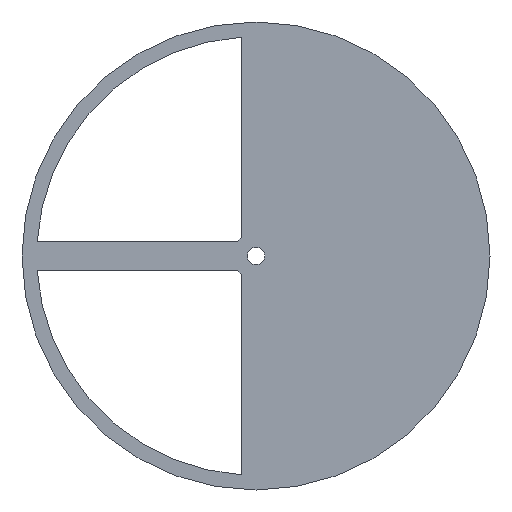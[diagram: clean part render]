
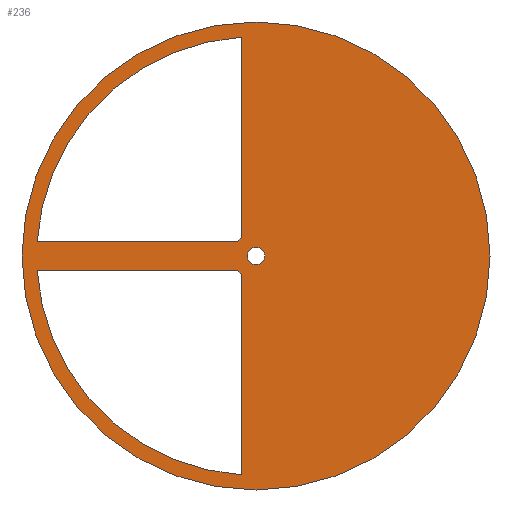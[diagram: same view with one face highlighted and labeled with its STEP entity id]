
A CAD part, left-side view. The second image highlights one B-rep face of the part: STEP entity #236.
In plain terms, the highlighted planar face has unit normal (-1, 0, 0).
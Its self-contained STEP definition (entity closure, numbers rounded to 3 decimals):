
#28=FACE_BOUND('',#94,.T.);
#29=FACE_BOUND('',#95,.T.);
#30=FACE_BOUND('',#96,.T.);
#37=LINE('',#380,#55);
#40=LINE('',#387,#58);
#43=LINE('',#396,#61);
#46=LINE('',#403,#64);
#55=VECTOR('',#307,10.);
#58=VECTOR('',#316,10.);
#61=VECTOR('',#325,10.);
#64=VECTOR('',#334,10.);
#78=FACE_OUTER_BOUND('',#93,.T.);
#93=EDGE_LOOP('',(#209));
#94=EDGE_LOOP('',(#210,#211,#212,#213));
#95=EDGE_LOOP('',(#214,#215,#216,#217));
#96=EDGE_LOOP('',(#218));
#103=CIRCLE('',#260,8.);
#104=CIRCLE('',#263,75.);
#105=CIRCLE('',#266,8.);
#106=CIRCLE('',#269,75.);
#107=CIRCLE('',#272,3.);
#108=CIRCLE('',#274,80.);
#119=VERTEX_POINT('',#373);
#120=VERTEX_POINT('',#374);
#121=VERTEX_POINT('',#379);
#122=VERTEX_POINT('',#383);
#123=VERTEX_POINT('',#389);
#124=VERTEX_POINT('',#390);
#125=VERTEX_POINT('',#395);
#126=VERTEX_POINT('',#399);
#127=VERTEX_POINT('',#405);
#128=VERTEX_POINT('',#409);
#139=EDGE_CURVE('',#119,#120,#103,.T.);
#142=EDGE_CURVE('',#120,#121,#37,.T.);
#144=EDGE_CURVE('',#121,#122,#104,.T.);
#146=EDGE_CURVE('',#122,#119,#40,.T.);
#147=EDGE_CURVE('',#123,#124,#105,.T.);
#150=EDGE_CURVE('',#124,#125,#43,.T.);
#152=EDGE_CURVE('',#125,#126,#106,.T.);
#154=EDGE_CURVE('',#126,#123,#46,.T.);
#156=EDGE_CURVE('',#127,#127,#107,.T.);
#158=EDGE_CURVE('',#128,#128,#108,.T.);
#209=ORIENTED_EDGE('',*,*,#158,.F.);
#210=ORIENTED_EDGE('',*,*,#144,.T.);
#211=ORIENTED_EDGE('',*,*,#146,.T.);
#212=ORIENTED_EDGE('',*,*,#139,.T.);
#213=ORIENTED_EDGE('',*,*,#142,.T.);
#214=ORIENTED_EDGE('',*,*,#152,.T.);
#215=ORIENTED_EDGE('',*,*,#154,.T.);
#216=ORIENTED_EDGE('',*,*,#147,.T.);
#217=ORIENTED_EDGE('',*,*,#150,.T.);
#218=ORIENTED_EDGE('',*,*,#156,.T.);
#224=PLANE('',#275);
#236=ADVANCED_FACE('',(#78,#28,#29,#30),#224,.F.);
#260=AXIS2_PLACEMENT_3D('',#375,#301,#302);
#263=AXIS2_PLACEMENT_3D('',#384,#311,#312);
#266=AXIS2_PLACEMENT_3D('',#391,#319,#320);
#269=AXIS2_PLACEMENT_3D('',#400,#329,#330);
#272=AXIS2_PLACEMENT_3D('',#407,#338,#339);
#274=AXIS2_PLACEMENT_3D('',#411,#343,#344);
#275=AXIS2_PLACEMENT_3D('',#412,#345,#346);
#301=DIRECTION('center_axis',(-1.,0.,0.));
#302=DIRECTION('ref_axis',(0.,1.,0.));
#307=DIRECTION('',(0.,0.,-1.));
#311=DIRECTION('center_axis',(1.,0.,0.));
#312=DIRECTION('ref_axis',(0.,1.,0.));
#316=DIRECTION('',(0.,-1.,0.));
#319=DIRECTION('center_axis',(-1.,0.,0.));
#320=DIRECTION('ref_axis',(0.,1.,0.));
#325=DIRECTION('',(0.,1.,0.));
#329=DIRECTION('center_axis',(1.,0.,0.));
#330=DIRECTION('ref_axis',(0.,1.,0.));
#334=DIRECTION('',(0.,0.,-1.));
#338=DIRECTION('center_axis',(1.,0.,0.));
#339=DIRECTION('ref_axis',(0.,1.,0.));
#343=DIRECTION('center_axis',(1.,0.,0.));
#344=DIRECTION('ref_axis',(0.,1.,0.));
#345=DIRECTION('center_axis',(1.,0.,0.));
#346=DIRECTION('ref_axis',(0.,1.,0.));
#373=CARTESIAN_POINT('',(0.,6.245,-5.));
#374=CARTESIAN_POINT('',(0.,5.,-6.245));
#375=CARTESIAN_POINT('Origin',(0.,0.,0.));
#379=CARTESIAN_POINT('',(0.,5.,-74.833));
#380=CARTESIAN_POINT('',(0.,5.,-37.417));
#383=CARTESIAN_POINT('',(0.,74.833,-5.));
#384=CARTESIAN_POINT('Origin',(0.,0.,0.));
#387=CARTESIAN_POINT('',(0.,3.122,-5.));
#389=CARTESIAN_POINT('',(0.,5.,6.245));
#390=CARTESIAN_POINT('',(0.,6.245,5.));
#391=CARTESIAN_POINT('Origin',(0.,0.,0.));
#395=CARTESIAN_POINT('',(0.,74.833,5.));
#396=CARTESIAN_POINT('',(0.,37.417,5.));
#399=CARTESIAN_POINT('',(0.,5.,74.833));
#400=CARTESIAN_POINT('Origin',(0.,0.,0.));
#403=CARTESIAN_POINT('',(0.,5.,3.122));
#405=CARTESIAN_POINT('',(0.,-3.,0.));
#407=CARTESIAN_POINT('Origin',(0.,0.,0.));
#409=CARTESIAN_POINT('',(0.,-80.,0.));
#411=CARTESIAN_POINT('Origin',(0.,0.,0.));
#412=CARTESIAN_POINT('Origin',(0.,0.,0.));
